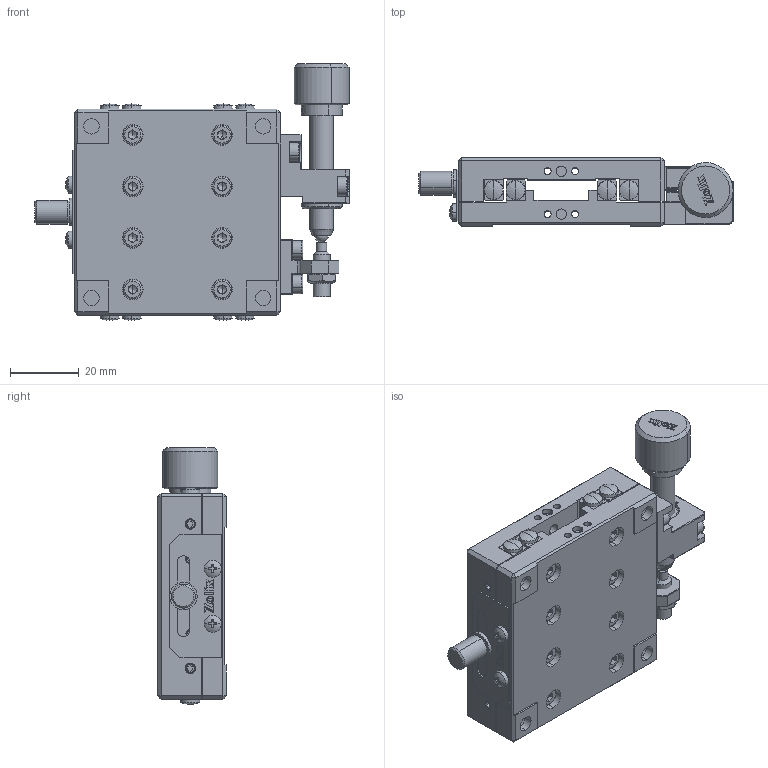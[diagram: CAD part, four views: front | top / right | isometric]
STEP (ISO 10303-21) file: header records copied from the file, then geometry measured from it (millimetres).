
FILE_DESCRIPTION (( 'STEP AP203' ), '1' );
FILE_NAME ('SK13-60SR.step', '2019-05-08T07:34:29', ( '' ), ( '' ), 'SwSTEP 2.0', 'SolidWorks 2017', '' );
FILE_SCHEMA (( 'CONFIG_CONTROL_DESIGN' ));
Length unit declared in the file: millimetre
Products named in the file (1): SK13-60SR
Bounding box: 91.5 x 20 x 74.73 mm (x, y, z)
Surface area: 33408.3 mm2 (no closed solid volume)
Topology: 0 solids, 47 shells, 929 faces, 3240 edges, 2202 vertices
Faces by surface type: plane 548, cylinder 214, cone 84, torus 51, bspline 16, sphere 16
Entity records: 34656 total; most frequent: CARTESIAN_POINT 7116, DIRECTION 5823, ORIENTED_EDGE 5109, EDGE_CURVE 3171, VERTEX_POINT 2199, VECTOR 2099, LINE 2099, AXIS2_PLACEMENT_3D 1862
